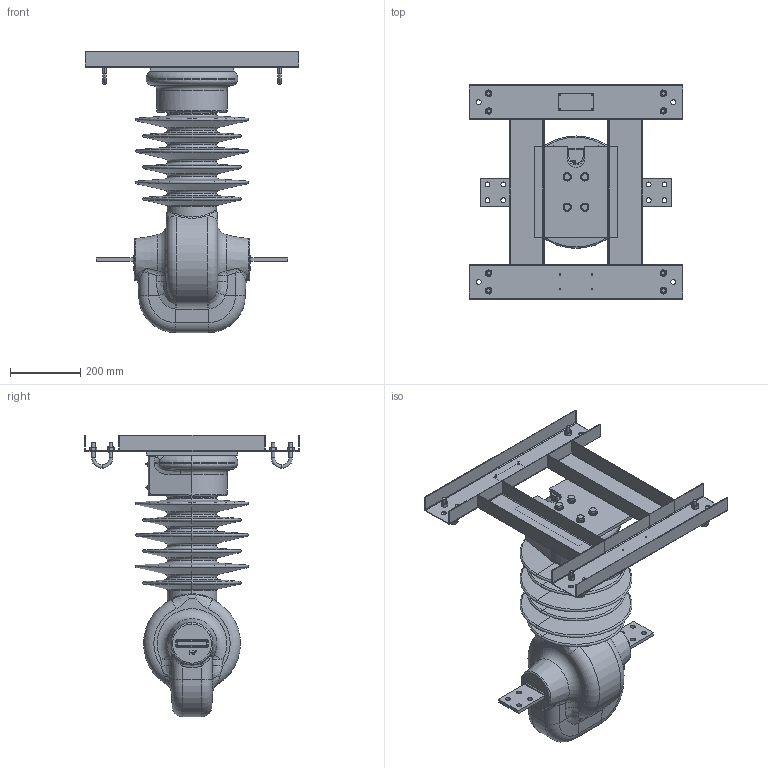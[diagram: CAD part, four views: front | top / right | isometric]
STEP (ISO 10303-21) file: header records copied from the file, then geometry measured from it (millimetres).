
FILE_DESCRIPTION (( 'STEP AP214' ), '1' );
FILE_NAME ('1藤.671 213.033.STEP', '2024-06-18T09:32:11', ( '' ), ( '' ), 'SwSTEP 2.0', 'SolidWorks 2010', '' );
FILE_SCHEMA (( 'AUTOMOTIVE_DESIGN' ));
Length unit declared in the file: millimetre
Products named in the file (1): 1藤.671 213.033
Bounding box: 608 x 612 x 801 mm (x, y, z)
Volume: 31067549.8 mm3; surface area: 3140564.8 mm2
Topology: 109 solids, 109 shells, 2589 faces, 5999 edges, 3646 vertices
Faces by surface type: plane 924, cylinder 791, cone 323, bspline 256, torus 239, sphere 56
Entity records: 121558 total; most frequent: CARTESIAN_POINT 34462, DIRECTION 12024, ORIENTED_EDGE 11910, EDGE_CURVE 5955, AXIS2_PLACEMENT_3D 4794, VERTEX_POINT 3646, EDGE_LOOP 2883, UNCERTAINTY_MEASURE_WITH_UNIT 2700
